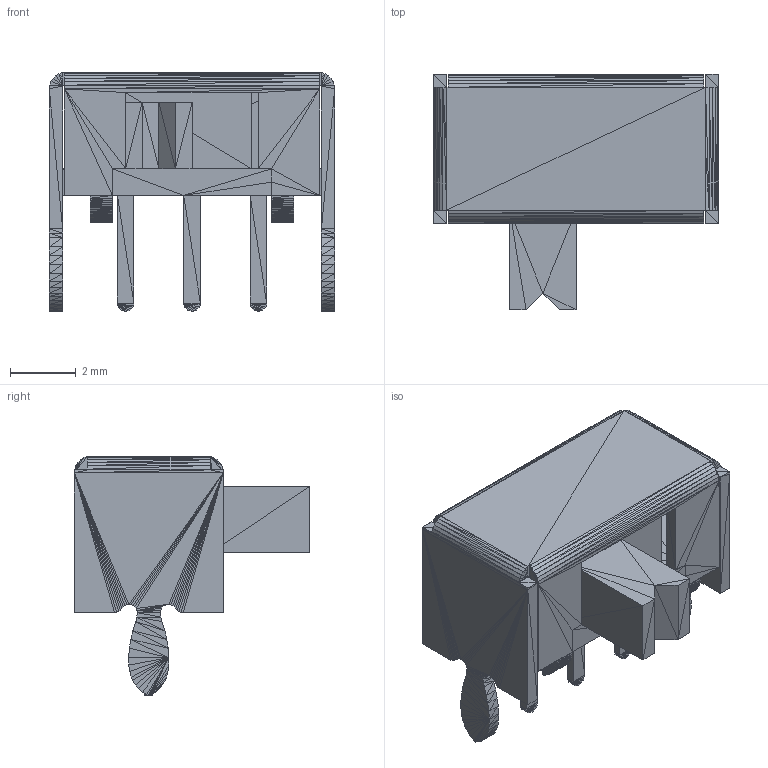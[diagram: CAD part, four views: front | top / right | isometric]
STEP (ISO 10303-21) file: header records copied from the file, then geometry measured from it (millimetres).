
FILE_DESCRIPTION(/* description */ (''),/* implementation_level */ '2;1');
FILE_NAME(/* name */ '${GLOWINGKITTYPARTS}SK12D07VG4.step',/* time_stamp */ '2022-04-16T22:29:57+02:00',/* author */ (''),/* organization */ (''),/* preprocessor_version */ 'ST-DEVELOPER v18.1',/* originating_system */ 'Autodesk Translation Framework v10.14.0.1471',/* authorisation */ '');
FILE_SCHEMA (('AUTOMOTIVE_DESIGN { 1 0 10303 214 3 1 1 }'));
Length unit declared in the file: millimetre
Products named in the file (2): SK12D07VG4; switch
Assembly tree (1 placements, depth 2):
  SK12D07VG4
    switch
Bounding box: 8.7 x 7.18 x 7.28 mm (x, y, z)
Volume: 114.7 mm3; surface area: 480.7 mm2
Topology: 11 solids, 11 shells, 2019 faces, 3086 edges, 1032 vertices
Faces by surface type: plane 2019
Entity records: 39925 total; most frequent: DIRECTION 7132, ORIENTED_EDGE 6172, CARTESIAN_POINT 6141, LINE 3086, VECTOR 3086, EDGE_CURVE 3086, AXIS2_PLACEMENT_3D 2023, FACE_OUTER_BOUND 2019
